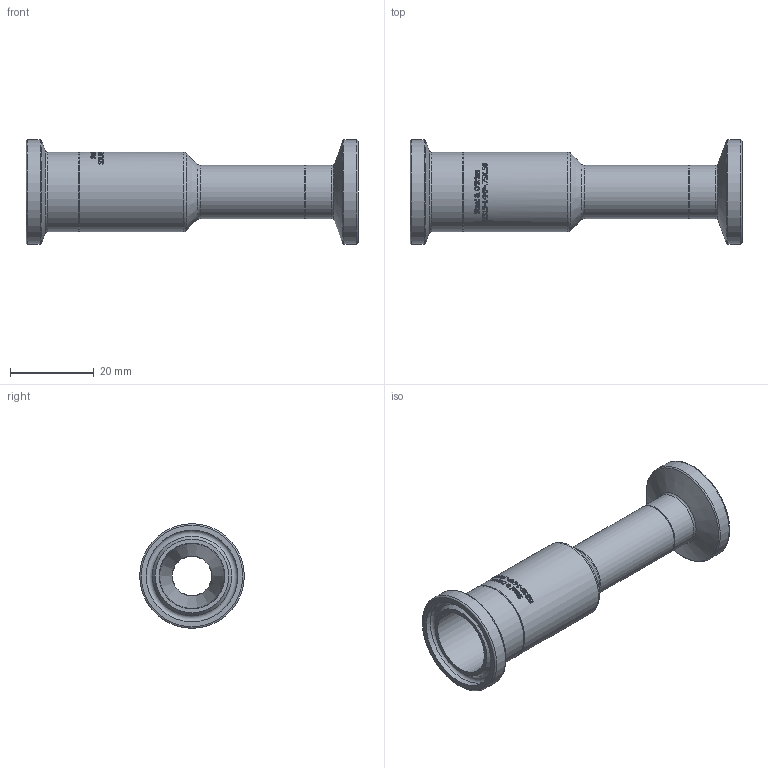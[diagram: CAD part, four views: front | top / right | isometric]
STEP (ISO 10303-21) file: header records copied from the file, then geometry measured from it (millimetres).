
FILE_DESCRIPTION(/* description */ (''),/* implementation_level */ '2;1');
FILE_NAME(/* name */ 'S31S-14MP-.75X.50.stp',/* time_stamp */ '2018-11-29T11:02:13-05:00',/* author */ ('rick'),/* organization */ (''),/* preprocessor_version */ 'ST-DEVELOPER v15.2',/* originating_system */ 'Autodesk Inventor 2014',/* authorisation */ '');
FILE_SCHEMA (('AUTOMOTIVE_DESIGN { 1 0 10303 214 3 1 1 }'));
Length unit declared in the file: inch
Products named in the file (1): S31S-14MP-.75X.50
Bounding box: 79.38 x 24.99 x 24.99 mm (x, y, z)
Volume: 8992.9 mm3; surface area: 8617.2 mm2
Topology: 1 solids, 1 shells, 502 faces, 1336 edges, 880 vertices
Faces by surface type: bspline 219, plane 204, cylinder 54, torus 19, cone 6
Full cylindrical faces by diameter (mm): 9.398 x2, 12.7 x2, 15.748 x2, 19.05 x2, 21.895 x2, 24.994 x2
Entity records: 19462 total; most frequent: CARTESIAN_POINT 8241, ORIENTED_EDGE 2598, DIRECTION 1706, EDGE_CURVE 1299, VERTEX_POINT 880, LINE 586, VECTOR 586, EDGE_LOOP 585
